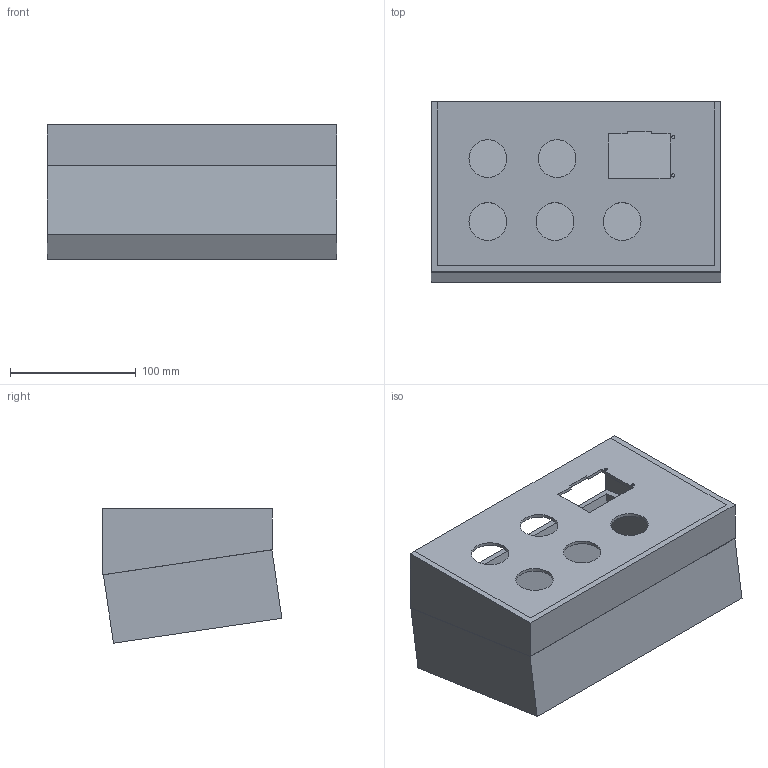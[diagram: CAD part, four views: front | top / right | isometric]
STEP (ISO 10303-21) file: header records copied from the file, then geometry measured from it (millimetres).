
FILE_DESCRIPTION(/* description */ (''),/* implementation_level */ '2;1');
FILE_NAME(/* name */ 'HMI Controller.step',/* time_stamp */ '2025-04-28T14:55:17-07:00',/* author */ (''),/* organization */ (''),/* preprocessor_version */ 'ST-DEVELOPER v20.1',/* originating_system */ 'Autodesk Translation Framework v14.4.0.0',/* authorisation */ '');
FILE_SCHEMA (('AUTOMOTIVE_DESIGN { 1 0 10303 214 3 1 1 }'));
Length unit declared in the file: millimetre
Products named in the file (4): HMI Top; Component2; Component3; Component4
Assembly tree (3 placements, depth 4):
  HMI Top
    Component2
      Component3
        Component4
Bounding box: 230 x 142.84 x 106.75 mm (x, y, z)
Volume: 812061.8 mm3; surface area: 237632.9 mm2
Topology: 3 solids, 3 shells, 52 faces, 133 edges, 88 vertices
Faces by surface type: plane 45, cylinder 7
Full cylindrical faces by diameter (mm): 2.54 x2, 30 x5
Entity records: 1682 total; most frequent: CARTESIAN_POINT 280, ORIENTED_EDGE 266, DIRECTION 265, EDGE_CURVE 133, LINE 119, VECTOR 119, VERTEX_POINT 88, AXIS2_PLACEMENT_3D 73
